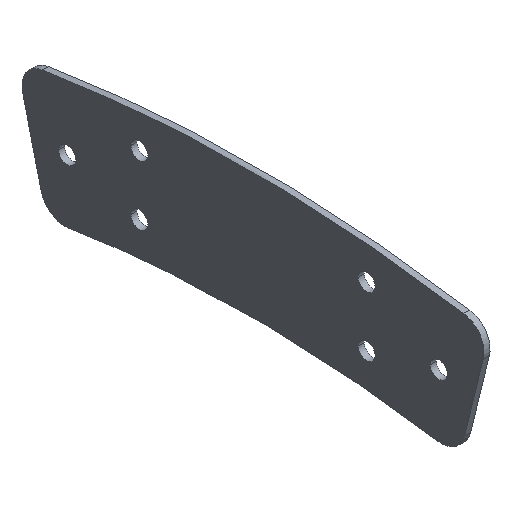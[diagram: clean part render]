
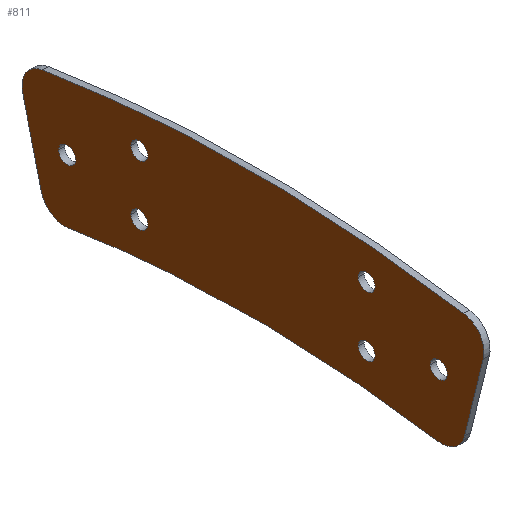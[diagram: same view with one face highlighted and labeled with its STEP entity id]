
A CAD part, isometric view. The second image highlights one B-rep face of the part: STEP entity #811.
In plain terms, the highlighted planar face has unit normal (-1, 0, 0).
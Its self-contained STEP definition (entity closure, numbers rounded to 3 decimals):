
#60=CARTESIAN_POINT('Cartesian Point',(-2.5,-87.5,4148.261)) ;
#76=CARTESIAN_POINT('Cartesian Point',(-2.5,-101.5,4148.261)) ;
#79=CARTESIAN_POINT('Axis2P3D Location',(-2.5,-94.5,4148.261)) ;
#96=CARTESIAN_POINT('Axis2P3D Location',(-2.5,-94.5,4148.261)) ;
#117=CARTESIAN_POINT('Cartesian Point',(-2.5,101.5,4197.893)) ;
#133=CARTESIAN_POINT('Cartesian Point',(-2.5,87.5,4197.893)) ;
#136=CARTESIAN_POINT('Axis2P3D Location',(-2.5,94.5,4197.893)) ;
#153=CARTESIAN_POINT('Axis2P3D Location',(-2.5,94.5,4197.893)) ;
#174=CARTESIAN_POINT('Cartesian Point',(-2.5,-161.5,4164.826)) ;
#190=CARTESIAN_POINT('Cartesian Point',(-2.5,-147.5,4164.826)) ;
#193=CARTESIAN_POINT('Axis2P3D Location',(-2.5,-154.5,4164.826)) ;
#210=CARTESIAN_POINT('Axis2P3D Location',(-2.5,-154.5,4164.826)) ;
#231=CARTESIAN_POINT('Cartesian Point',(-2.5,161.5,4164.826)) ;
#247=CARTESIAN_POINT('Cartesian Point',(-2.5,147.5,4164.826)) ;
#250=CARTESIAN_POINT('Axis2P3D Location',(-2.5,154.5,4164.826)) ;
#267=CARTESIAN_POINT('Axis2P3D Location',(-2.5,154.5,4164.826)) ;
#288=CARTESIAN_POINT('Cartesian Point',(-2.5,87.5,4148.261)) ;
#304=CARTESIAN_POINT('Cartesian Point',(-2.5,101.5,4148.261)) ;
#307=CARTESIAN_POINT('Axis2P3D Location',(-2.5,94.5,4148.261)) ;
#324=CARTESIAN_POINT('Axis2P3D Location',(-2.5,94.5,4148.261)) ;
#345=CARTESIAN_POINT('Cartesian Point',(-2.5,-87.5,4197.893)) ;
#361=CARTESIAN_POINT('Cartesian Point',(-2.5,-101.5,4197.893)) ;
#364=CARTESIAN_POINT('Axis2P3D Location',(-2.5,-94.5,4197.893)) ;
#381=CARTESIAN_POINT('Axis2P3D Location',(-2.5,-94.5,4197.893)) ;
#411=CARTESIAN_POINT('Cartesian Point',(-2.5,-175.386,4215.571)) ;
#414=CARTESIAN_POINT('Axis2P3D Location',(-2.5,-172.134,4195.837)) ;
#418=CARTESIAN_POINT('Cartesian Point',(-2.5,-191.557,4191.068)) ;
#445=CARTESIAN_POINT('Line Origine',(-2.5,-184.221,4161.186)) ;
#449=CARTESIAN_POINT('Cartesian Point',(-2.5,-176.009,4127.741)) ;
#476=CARTESIAN_POINT('Axis2P3D Location',(-2.5,-156.586,4132.51)) ;
#480=CARTESIAN_POINT('Cartesian Point',(-2.5,-153.432,4112.76)) ;
#575=CARTESIAN_POINT('Control Point',(-2.5,-175.386,4215.571)) ;
#576=CARTESIAN_POINT('Control Point',(-2.5,-147.666,4220.139)) ;
#577=CARTESIAN_POINT('Control Point',(-2.5,-119.898,4223.807)) ;
#578=CARTESIAN_POINT('Control Point',(-2.5,-92.066,4226.574)) ;
#579=CARTESIAN_POINT('Control Point',(-2.5,-32.197,4230.568)) ;
#580=CARTESIAN_POINT('Control Point',(-2.5,27.702,4230.362)) ;
#581=CARTESIAN_POINT('Control Point',(-2.5,59.765,4229.047)) ;
#582=CARTESIAN_POINT('Control Point',(-2.5,102.112,4225.723)) ;
#583=CARTESIAN_POINT('Control Point',(-2.5,144.407,4220.299)) ;
#584=CARTESIAN_POINT('Control Point',(-2.5,154.742,4218.847)) ;
#585=CARTESIAN_POINT('Control Point',(-2.5,165.068,4217.271)) ;
#586=CARTESIAN_POINT('Control Point',(-2.5,175.386,4215.571)) ;
#587=CARTESIAN_POINT('Cartesian Point',(-2.5,175.386,4215.571)) ;
#634=CARTESIAN_POINT('Cartesian Point',(-2.5,191.557,4191.068)) ;
#637=CARTESIAN_POINT('Axis2P3D Location',(-2.5,172.134,4195.837)) ;
#696=CARTESIAN_POINT('Cartesian Point',(-2.5,153.432,4112.76)) ;
#716=CARTESIAN_POINT('Control Point',(-2.5,-153.432,4112.76)) ;
#717=CARTESIAN_POINT('Control Point',(-2.5,-129.688,4116.552)) ;
#718=CARTESIAN_POINT('Control Point',(-2.5,-105.92,4119.612)) ;
#719=CARTESIAN_POINT('Control Point',(-2.5,-82.113,4121.939)) ;
#720=CARTESIAN_POINT('Control Point',(-2.5,-27.885,4125.56)) ;
#721=CARTESIAN_POINT('Control Point',(-2.5,26.356,4125.36)) ;
#722=CARTESIAN_POINT('Control Point',(-2.5,56.802,4124.044)) ;
#723=CARTESIAN_POINT('Control Point',(-2.5,94.374,4120.937)) ;
#724=CARTESIAN_POINT('Control Point',(-2.5,131.919,4115.994)) ;
#725=CARTESIAN_POINT('Control Point',(-2.5,139.093,4114.983)) ;
#726=CARTESIAN_POINT('Control Point',(-2.5,146.264,4113.905)) ;
#727=CARTESIAN_POINT('Control Point',(-2.5,153.432,4112.76)) ;
#741=CARTESIAN_POINT('Line Origine',(-2.5,184.221,4161.186)) ;
#745=CARTESIAN_POINT('Cartesian Point',(-2.5,176.009,4127.741)) ;
#767=CARTESIAN_POINT('Axis2P3D Location',(-2.5,0.,0.)) ;
#772=CARTESIAN_POINT('Axis2P3D Location',(-2.5,156.586,4132.51)) ;
#80=DIRECTION('Axis2P3D Direction',(-1.,0.,0.)) ;
#97=DIRECTION('Axis2P3D Direction',(-1.,0.,0.)) ;
#137=DIRECTION('Axis2P3D Direction',(1.,0.,0.)) ;
#154=DIRECTION('Axis2P3D Direction',(1.,0.,0.)) ;
#194=DIRECTION('Axis2P3D Direction',(-1.,0.,0.)) ;
#211=DIRECTION('Axis2P3D Direction',(-1.,0.,0.)) ;
#251=DIRECTION('Axis2P3D Direction',(1.,0.,0.)) ;
#268=DIRECTION('Axis2P3D Direction',(1.,0.,0.)) ;
#308=DIRECTION('Axis2P3D Direction',(1.,0.,0.)) ;
#325=DIRECTION('Axis2P3D Direction',(1.,0.,0.)) ;
#365=DIRECTION('Axis2P3D Direction',(-1.,0.,0.)) ;
#382=DIRECTION('Axis2P3D Direction',(-1.,0.,0.)) ;
#415=DIRECTION('Axis2P3D Direction',(-1.,-0.,0.)) ;
#446=DIRECTION('Vector Direction',(0.,0.238,-0.971)) ;
#477=DIRECTION('Axis2P3D Direction',(1.,0.,0.)) ;
#638=DIRECTION('Axis2P3D Direction',(-1.,0.,0.)) ;
#742=DIRECTION('Vector Direction',(0.,0.238,0.971)) ;
#768=DIRECTION('Axis2P3D Direction',(1.,0.,0.)) ;
#769=DIRECTION('Axis2P3D XDirection',(0.,1.,0.)) ;
#773=DIRECTION('Axis2P3D Direction',(1.,0.,0.)) ;
#81=AXIS2_PLACEMENT_3D('Circle Axis2P3D',#79,#80,$) ;
#98=AXIS2_PLACEMENT_3D('Circle Axis2P3D',#96,#97,$) ;
#138=AXIS2_PLACEMENT_3D('Circle Axis2P3D',#136,#137,$) ;
#155=AXIS2_PLACEMENT_3D('Circle Axis2P3D',#153,#154,$) ;
#195=AXIS2_PLACEMENT_3D('Circle Axis2P3D',#193,#194,$) ;
#212=AXIS2_PLACEMENT_3D('Circle Axis2P3D',#210,#211,$) ;
#252=AXIS2_PLACEMENT_3D('Circle Axis2P3D',#250,#251,$) ;
#269=AXIS2_PLACEMENT_3D('Circle Axis2P3D',#267,#268,$) ;
#309=AXIS2_PLACEMENT_3D('Circle Axis2P3D',#307,#308,$) ;
#326=AXIS2_PLACEMENT_3D('Circle Axis2P3D',#324,#325,$) ;
#366=AXIS2_PLACEMENT_3D('Circle Axis2P3D',#364,#365,$) ;
#383=AXIS2_PLACEMENT_3D('Circle Axis2P3D',#381,#382,$) ;
#416=AXIS2_PLACEMENT_3D('Circle Axis2P3D',#414,#415,$) ;
#478=AXIS2_PLACEMENT_3D('Circle Axis2P3D',#476,#477,$) ;
#639=AXIS2_PLACEMENT_3D('Circle Axis2P3D',#637,#638,$) ;
#770=AXIS2_PLACEMENT_3D('Plane Axis2P3D',#767,#768,#769) ;
#774=AXIS2_PLACEMENT_3D('Circle Axis2P3D',#772,#773,$) ;
#778=ORIENTED_EDGE('Oriented Edge',*,*,#776,.F.) ;
#779=ORIENTED_EDGE('Oriented Edge',*,*,#728,.F.) ;
#780=ORIENTED_EDGE('Oriented Edge',*,*,#482,.F.) ;
#781=ORIENTED_EDGE('Oriented Edge',*,*,#451,.F.) ;
#782=ORIENTED_EDGE('Oriented Edge',*,*,#420,.F.) ;
#783=ORIENTED_EDGE('Oriented Edge',*,*,#589,.T.) ;
#784=ORIENTED_EDGE('Oriented Edge',*,*,#641,.F.) ;
#785=ORIENTED_EDGE('Oriented Edge',*,*,#747,.F.) ;
#788=ORIENTED_EDGE('Oriented Edge',*,*,#157,.T.) ;
#789=ORIENTED_EDGE('Oriented Edge',*,*,#140,.T.) ;
#792=ORIENTED_EDGE('Oriented Edge',*,*,#311,.T.) ;
#793=ORIENTED_EDGE('Oriented Edge',*,*,#328,.T.) ;
#796=ORIENTED_EDGE('Oriented Edge',*,*,#271,.T.) ;
#797=ORIENTED_EDGE('Oriented Edge',*,*,#254,.T.) ;
#800=ORIENTED_EDGE('Oriented Edge',*,*,#385,.T.) ;
#801=ORIENTED_EDGE('Oriented Edge',*,*,#368,.T.) ;
#804=ORIENTED_EDGE('Oriented Edge',*,*,#100,.T.) ;
#805=ORIENTED_EDGE('Oriented Edge',*,*,#83,.T.) ;
#808=ORIENTED_EDGE('Oriented Edge',*,*,#197,.T.) ;
#809=ORIENTED_EDGE('Oriented Edge',*,*,#214,.T.) ;
#790=FACE_BOUND('Face Bound',#787,.T.) ;
#794=FACE_BOUND('Face Bound',#791,.T.) ;
#798=FACE_BOUND('Face Bound',#795,.T.) ;
#802=FACE_BOUND('Face Bound',#799,.T.) ;
#806=FACE_BOUND('Face Bound',#803,.T.) ;
#810=FACE_BOUND('Face Bound',#807,.T.) ;
#447=VECTOR('Line Direction',#446,1.) ;
#743=VECTOR('Line Direction',#742,1.) ;
#811=ADVANCED_FACE('',(#786,#790,#794,#798,#802,#806,#810),#771,.F.) ;
#574=B_SPLINE_CURVE_WITH_KNOTS('BSpline Curve',5,(#575,#576,#577,#578,#579,#580,#581,#582,#583,#584,#585,#586),.UNSPECIFIED.,.F.,.U.,(6,3,3,6),(52.795,396.601,792.023,919.973),.UNSPECIFIED.) ;
#715=B_SPLINE_CURVE_WITH_KNOTS('BSpline Curve',5,(#716,#717,#718,#719,#720,#721,#722,#723,#724,#725,#726,#727),.UNSPECIFIED.,.F.,.U.,(6,3,3,6),(52.21,393.694,829.917,932.985),.UNSPECIFIED.) ;
#82=CIRCLE('generated circle',#81,7.) ;
#99=CIRCLE('generated circle',#98,7.) ;
#139=CIRCLE('generated circle',#138,7.) ;
#156=CIRCLE('generated circle',#155,7.) ;
#196=CIRCLE('generated circle',#195,7.) ;
#213=CIRCLE('generated circle',#212,7.) ;
#253=CIRCLE('generated circle',#252,7.) ;
#270=CIRCLE('generated circle',#269,7.) ;
#310=CIRCLE('generated circle',#309,7.) ;
#327=CIRCLE('generated circle',#326,7.) ;
#367=CIRCLE('generated circle',#366,7.) ;
#384=CIRCLE('generated circle',#383,7.) ;
#417=CIRCLE('generated circle',#416,20.) ;
#479=CIRCLE('generated circle',#478,20.) ;
#640=CIRCLE('generated circle',#639,20.) ;
#775=CIRCLE('generated circle',#774,20.) ;
#83=EDGE_CURVE('',#61,#77,#82,.F.) ;
#100=EDGE_CURVE('',#77,#61,#99,.F.) ;
#140=EDGE_CURVE('',#118,#134,#139,.T.) ;
#157=EDGE_CURVE('',#134,#118,#156,.T.) ;
#197=EDGE_CURVE('',#175,#191,#196,.F.) ;
#214=EDGE_CURVE('',#191,#175,#213,.F.) ;
#254=EDGE_CURVE('',#232,#248,#253,.T.) ;
#271=EDGE_CURVE('',#248,#232,#270,.T.) ;
#311=EDGE_CURVE('',#289,#305,#310,.T.) ;
#328=EDGE_CURVE('',#305,#289,#327,.T.) ;
#368=EDGE_CURVE('',#346,#362,#367,.F.) ;
#385=EDGE_CURVE('',#362,#346,#384,.F.) ;
#420=EDGE_CURVE('',#412,#419,#417,.F.) ;
#451=EDGE_CURVE('',#419,#450,#448,.T.) ;
#482=EDGE_CURVE('',#450,#481,#479,.T.) ;
#589=EDGE_CURVE('',#412,#588,#574,.T.) ;
#641=EDGE_CURVE('',#635,#588,#640,.F.) ;
#728=EDGE_CURVE('',#481,#697,#715,.T.) ;
#747=EDGE_CURVE('',#746,#635,#744,.T.) ;
#776=EDGE_CURVE('',#697,#746,#775,.T.) ;
#777=EDGE_LOOP('Oriented Loop',(#778,#779,#780,#781,#782,#783,#784,#785)) ;
#787=EDGE_LOOP('Oriented Loop',(#788,#789)) ;
#791=EDGE_LOOP('Oriented Loop',(#792,#793)) ;
#795=EDGE_LOOP('Oriented Loop',(#796,#797)) ;
#799=EDGE_LOOP('Oriented Loop',(#800,#801)) ;
#803=EDGE_LOOP('Oriented Loop',(#804,#805)) ;
#807=EDGE_LOOP('Oriented Loop',(#808,#809)) ;
#786=FACE_OUTER_BOUND('Face Bound',#777,.T.) ;
#448=LINE('Line',#445,#447) ;
#744=LINE('Line',#741,#743) ;
#771=PLANE('Plane',#770) ;
#61=VERTEX_POINT('Vertex Point',#60) ;
#77=VERTEX_POINT('Vertex Point',#76) ;
#118=VERTEX_POINT('Vertex Point',#117) ;
#134=VERTEX_POINT('Vertex Point',#133) ;
#175=VERTEX_POINT('Vertex Point',#174) ;
#191=VERTEX_POINT('Vertex Point',#190) ;
#232=VERTEX_POINT('Vertex Point',#231) ;
#248=VERTEX_POINT('Vertex Point',#247) ;
#289=VERTEX_POINT('Vertex Point',#288) ;
#305=VERTEX_POINT('Vertex Point',#304) ;
#346=VERTEX_POINT('Vertex Point',#345) ;
#362=VERTEX_POINT('Vertex Point',#361) ;
#412=VERTEX_POINT('Vertex Point',#411) ;
#419=VERTEX_POINT('Vertex Point',#418) ;
#450=VERTEX_POINT('Vertex Point',#449) ;
#481=VERTEX_POINT('Vertex Point',#480) ;
#588=VERTEX_POINT('Vertex Point',#587) ;
#635=VERTEX_POINT('Vertex Point',#634) ;
#697=VERTEX_POINT('Vertex Point',#696) ;
#746=VERTEX_POINT('Vertex Point',#745) ;
